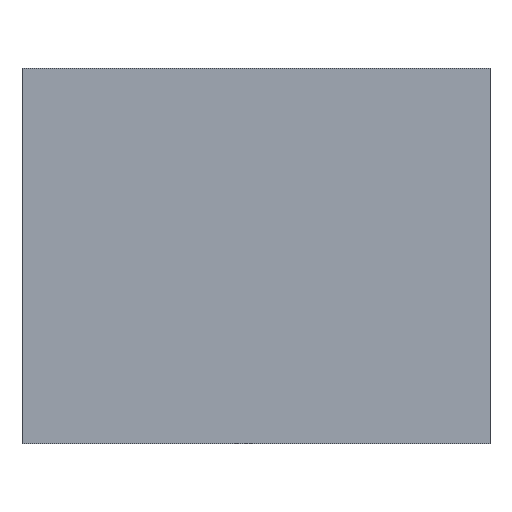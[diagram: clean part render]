
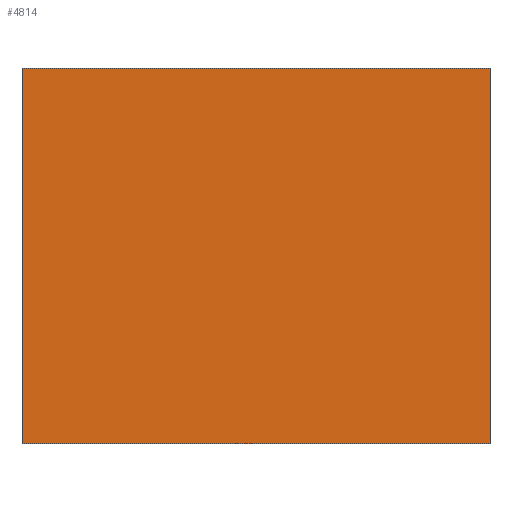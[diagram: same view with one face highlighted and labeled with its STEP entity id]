
A CAD part, front view. The second image highlights one B-rep face of the part: STEP entity #4814.
In plain terms, the highlighted planar face has unit normal (0, -1, 0).
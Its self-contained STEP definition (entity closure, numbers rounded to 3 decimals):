
#499=FACE_OUTER_BOUND('',#779,.T.);
#779=EDGE_LOOP('',(#3203,#3204,#3205,#3206));
#1090=LINE('',#6747,#1529);
#1091=LINE('',#6749,#1530);
#1092=LINE('',#6751,#1531);
#1093=LINE('',#6752,#1532);
#1529=VECTOR('',#5502,10.);
#1530=VECTOR('',#5503,10.);
#1531=VECTOR('',#5504,10.);
#1532=VECTOR('',#5505,10.);
#1968=VERTEX_POINT('',#6745);
#1969=VERTEX_POINT('',#6746);
#1970=VERTEX_POINT('',#6748);
#1971=VERTEX_POINT('',#6750);
#2462=EDGE_CURVE('',#1968,#1969,#1090,.T.);
#2463=EDGE_CURVE('',#1970,#1968,#1091,.T.);
#2464=EDGE_CURVE('',#1971,#1970,#1092,.T.);
#2465=EDGE_CURVE('',#1969,#1971,#1093,.T.);
#3203=ORIENTED_EDGE('',*,*,#2462,.F.);
#3204=ORIENTED_EDGE('',*,*,#2463,.F.);
#3205=ORIENTED_EDGE('',*,*,#2464,.F.);
#3206=ORIENTED_EDGE('',*,*,#2465,.F.);
#4685=PLANE('',#5096);
#4814=ADVANCED_FACE('',(#499),#4685,.F.);
#5096=AXIS2_PLACEMENT_3D('',#6744,#5500,#5501);
#5500=DIRECTION('center_axis',(0.,1.,0.));
#5501=DIRECTION('ref_axis',(0.,0.,1.));
#5502=DIRECTION('',(-1.,0.,0.));
#5503=DIRECTION('',(0.,0.,-1.));
#5504=DIRECTION('',(1.,0.,0.));
#5505=DIRECTION('',(0.,0.,1.));
#6744=CARTESIAN_POINT('Origin',(6.5,-127.314,99.753));
#6745=CARTESIAN_POINT('',(126.5,-127.314,1.033));
#6746=CARTESIAN_POINT('',(3.5,-127.314,1.033));
#6747=CARTESIAN_POINT('',(66.5,-127.314,1.033));
#6748=CARTESIAN_POINT('',(126.5,-127.314,99.753));
#6749=CARTESIAN_POINT('',(126.5,-127.314,76.456));
#6750=CARTESIAN_POINT('',(3.5,-127.314,99.753));
#6751=CARTESIAN_POINT('',(6.5,-127.314,99.753));
#6752=CARTESIAN_POINT('',(3.5,-127.314,76.456));
